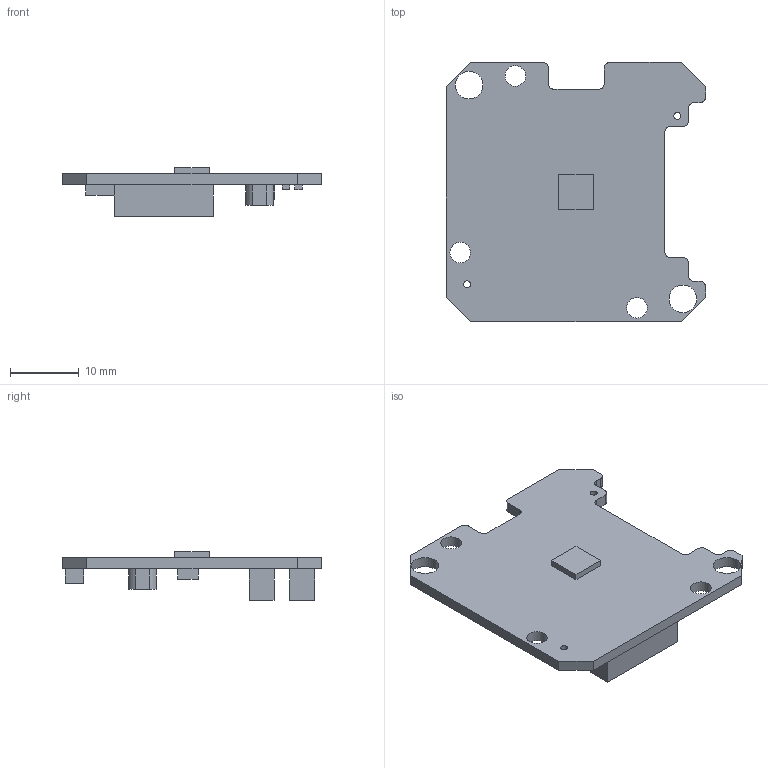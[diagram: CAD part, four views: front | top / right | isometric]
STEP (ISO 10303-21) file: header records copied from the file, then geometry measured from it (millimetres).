
FILE_DESCRIPTION (( 'STEP AP214' ), '1' );
FILE_NAME ('PA0260 38x38 Single turn.STEP', '2021-11-09T11:07:01', ( '' ), ( '' ), 'SwSTEP 2.0', 'SolidWorks 2020', '' );
FILE_SCHEMA (( 'AUTOMOTIVE_DESIGN' ));
Length unit declared in the file: millimetre
Products named in the file (1): PA0260 38x38 Single turn
Bounding box: 37.6 x 37.6 x 7.1 mm (x, y, z)
Volume: 2190.1 mm3; surface area: 3493.4 mm2
Topology: 2 solids, 2 shells, 96 faces, 253 edges, 170 vertices
Faces by surface type: plane 73, cylinder 23
Full cylindrical faces by diameter (mm): 1 x2, 3 x3, 4 x2
Entity records: 3560 total; most frequent: CARTESIAN_POINT 505, ORIENTED_EDGE 484, DIRECTION 482, EDGE_CURVE 242, VECTOR 196, LINE 196, VERTEX_POINT 166, AXIS2_PLACEMENT_3D 143
